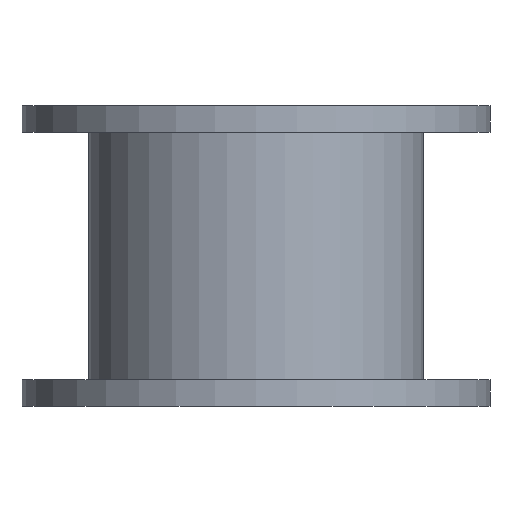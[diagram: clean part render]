
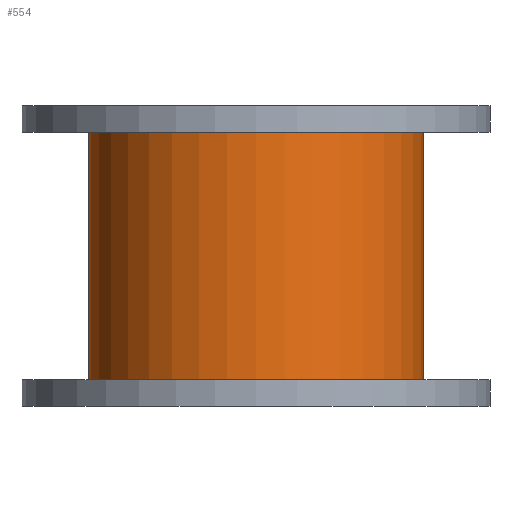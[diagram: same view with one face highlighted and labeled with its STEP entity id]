
A CAD part, front view. The second image highlights one B-rep face of the part: STEP entity #554.
In plain terms, the highlighted cylindrical face has radius 10 mm (diameter 20 mm), a full revolution.
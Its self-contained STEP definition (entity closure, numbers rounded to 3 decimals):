
#62=FACE_OUTER_BOUND('',#104,.T.);
#104=EDGE_LOOP('',(#497,#498,#499,#500,#501,#502,#503,#504,#505,#506,#507,
#508,#509,#510,#511,#512));
#122=LINE('',#1027,#140);
#140=VECTOR('',#864,10.);
#176=CIRCLE('',#622,10.);
#179=CIRCLE('',#625,10.);
#180=CIRCLE('',#626,10.);
#181=CIRCLE('',#627,10.);
#182=CIRCLE('',#628,10.);
#183=CIRCLE('',#629,10.);
#184=CIRCLE('',#630,10.);
#185=CIRCLE('',#631,10.);
#186=CIRCLE('',#632,10.);
#187=CIRCLE('',#633,10.);
#188=CIRCLE('',#634,10.);
#189=CIRCLE('',#635,10.);
#203=CIRCLE('',#657,10.);
#204=CIRCLE('',#658,10.);
#207=VERTEX_POINT('',#867);
#210=VERTEX_POINT('',#875);
#213=VERTEX_POINT('',#883);
#216=VERTEX_POINT('',#891);
#219=VERTEX_POINT('',#899);
#222=VERTEX_POINT('',#907);
#225=VERTEX_POINT('',#915);
#228=VERTEX_POINT('',#923);
#231=VERTEX_POINT('',#931);
#234=VERTEX_POINT('',#939);
#237=VERTEX_POINT('',#947);
#242=VERTEX_POINT('',#959);
#257=VERTEX_POINT('',#1013);
#258=VERTEX_POINT('',#1014);
#307=EDGE_CURVE('',#242,#207,#176,.T.);
#310=EDGE_CURVE('',#237,#242,#179,.T.);
#311=EDGE_CURVE('',#234,#237,#180,.T.);
#312=EDGE_CURVE('',#231,#234,#181,.T.);
#313=EDGE_CURVE('',#228,#231,#182,.T.);
#314=EDGE_CURVE('',#225,#228,#183,.T.);
#315=EDGE_CURVE('',#222,#225,#184,.T.);
#316=EDGE_CURVE('',#219,#222,#185,.T.);
#317=EDGE_CURVE('',#216,#219,#186,.T.);
#318=EDGE_CURVE('',#213,#216,#187,.T.);
#319=EDGE_CURVE('',#210,#213,#188,.T.);
#320=EDGE_CURVE('',#207,#210,#189,.T.);
#338=EDGE_CURVE('',#257,#258,#203,.T.);
#339=EDGE_CURVE('',#258,#257,#204,.T.);
#344=EDGE_CURVE('',#231,#258,#122,.T.);
#497=ORIENTED_EDGE('',*,*,#307,.T.);
#498=ORIENTED_EDGE('',*,*,#320,.T.);
#499=ORIENTED_EDGE('',*,*,#319,.T.);
#500=ORIENTED_EDGE('',*,*,#318,.T.);
#501=ORIENTED_EDGE('',*,*,#317,.T.);
#502=ORIENTED_EDGE('',*,*,#316,.T.);
#503=ORIENTED_EDGE('',*,*,#315,.T.);
#504=ORIENTED_EDGE('',*,*,#314,.T.);
#505=ORIENTED_EDGE('',*,*,#313,.T.);
#506=ORIENTED_EDGE('',*,*,#344,.T.);
#507=ORIENTED_EDGE('',*,*,#339,.T.);
#508=ORIENTED_EDGE('',*,*,#338,.T.);
#509=ORIENTED_EDGE('',*,*,#344,.F.);
#510=ORIENTED_EDGE('',*,*,#312,.T.);
#511=ORIENTED_EDGE('',*,*,#311,.T.);
#512=ORIENTED_EDGE('',*,*,#310,.T.);
#530=CYLINDRICAL_SURFACE('',#664,10.);
#554=ADVANCED_FACE('',(#62),#530,.T.);
#622=AXIS2_PLACEMENT_3D('',#960,#772,#773);
#625=AXIS2_PLACEMENT_3D('',#964,#778,#779);
#626=AXIS2_PLACEMENT_3D('',#965,#780,#781);
#627=AXIS2_PLACEMENT_3D('',#966,#782,#783);
#628=AXIS2_PLACEMENT_3D('',#967,#784,#785);
#629=AXIS2_PLACEMENT_3D('',#968,#786,#787);
#630=AXIS2_PLACEMENT_3D('',#969,#788,#789);
#631=AXIS2_PLACEMENT_3D('',#970,#790,#791);
#632=AXIS2_PLACEMENT_3D('',#971,#792,#793);
#633=AXIS2_PLACEMENT_3D('',#972,#794,#795);
#634=AXIS2_PLACEMENT_3D('',#973,#796,#797);
#635=AXIS2_PLACEMENT_3D('',#974,#798,#799);
#657=AXIS2_PLACEMENT_3D('',#1015,#846,#847);
#658=AXIS2_PLACEMENT_3D('',#1016,#848,#849);
#664=AXIS2_PLACEMENT_3D('',#1026,#862,#863);
#772=DIRECTION('center_axis',(0.,0.,-1.));
#773=DIRECTION('ref_axis',(1.,0.,0.));
#778=DIRECTION('center_axis',(0.,0.,-1.));
#779=DIRECTION('ref_axis',(1.,0.,0.));
#780=DIRECTION('center_axis',(0.,0.,-1.));
#781=DIRECTION('ref_axis',(1.,0.,0.));
#782=DIRECTION('center_axis',(0.,0.,-1.));
#783=DIRECTION('ref_axis',(1.,0.,0.));
#784=DIRECTION('center_axis',(0.,0.,-1.));
#785=DIRECTION('ref_axis',(1.,0.,0.));
#786=DIRECTION('center_axis',(0.,0.,-1.));
#787=DIRECTION('ref_axis',(1.,0.,0.));
#788=DIRECTION('center_axis',(0.,0.,-1.));
#789=DIRECTION('ref_axis',(1.,0.,0.));
#790=DIRECTION('center_axis',(0.,0.,-1.));
#791=DIRECTION('ref_axis',(1.,0.,0.));
#792=DIRECTION('center_axis',(0.,0.,-1.));
#793=DIRECTION('ref_axis',(1.,0.,0.));
#794=DIRECTION('center_axis',(0.,0.,-1.));
#795=DIRECTION('ref_axis',(1.,0.,0.));
#796=DIRECTION('center_axis',(0.,0.,-1.));
#797=DIRECTION('ref_axis',(1.,0.,0.));
#798=DIRECTION('center_axis',(0.,0.,-1.));
#799=DIRECTION('ref_axis',(1.,0.,0.));
#846=DIRECTION('center_axis',(0.,0.,1.));
#847=DIRECTION('ref_axis',(1.,0.,0.));
#848=DIRECTION('center_axis',(0.,0.,1.));
#849=DIRECTION('ref_axis',(1.,0.,0.));
#862=DIRECTION('center_axis',(0.,0.,1.));
#863=DIRECTION('ref_axis',(1.,0.,0.));
#864=DIRECTION('',(0.,0.,-1.));
#867=CARTESIAN_POINT('',(5.,8.66,7.4));
#875=CARTESIAN_POINT('',(8.66,5.,7.4));
#883=CARTESIAN_POINT('',(10.,0.,7.4));
#891=CARTESIAN_POINT('',(8.66,-5.,7.4));
#899=CARTESIAN_POINT('',(5.,-8.66,7.4));
#907=CARTESIAN_POINT('',(0.,-10.,7.4));
#915=CARTESIAN_POINT('',(-5.,-8.66,7.4));
#923=CARTESIAN_POINT('',(-8.66,-5.,7.4));
#931=CARTESIAN_POINT('',(-10.,0.,7.4));
#939=CARTESIAN_POINT('',(-8.66,5.,7.4));
#947=CARTESIAN_POINT('',(-5.,8.66,7.4));
#959=CARTESIAN_POINT('',(0.,10.,7.4));
#960=CARTESIAN_POINT('Origin',(0.,0.,7.4));
#964=CARTESIAN_POINT('Origin',(0.,0.,7.4));
#965=CARTESIAN_POINT('Origin',(0.,0.,7.4));
#966=CARTESIAN_POINT('Origin',(0.,0.,7.4));
#967=CARTESIAN_POINT('Origin',(0.,0.,7.4));
#968=CARTESIAN_POINT('Origin',(0.,0.,7.4));
#969=CARTESIAN_POINT('Origin',(0.,0.,7.4));
#970=CARTESIAN_POINT('Origin',(0.,0.,7.4));
#971=CARTESIAN_POINT('Origin',(0.,0.,7.4));
#972=CARTESIAN_POINT('Origin',(0.,0.,7.4));
#973=CARTESIAN_POINT('Origin',(0.,0.,7.4));
#974=CARTESIAN_POINT('Origin',(0.,0.,7.4));
#1013=CARTESIAN_POINT('',(10.,0.,-7.4));
#1014=CARTESIAN_POINT('',(-10.,0.,-7.4));
#1015=CARTESIAN_POINT('Origin',(0.,0.,-7.4));
#1016=CARTESIAN_POINT('Origin',(0.,0.,-7.4));
#1026=CARTESIAN_POINT('Origin',(0.,0.,0.));
#1027=CARTESIAN_POINT('',(-10.,0.,0.));
